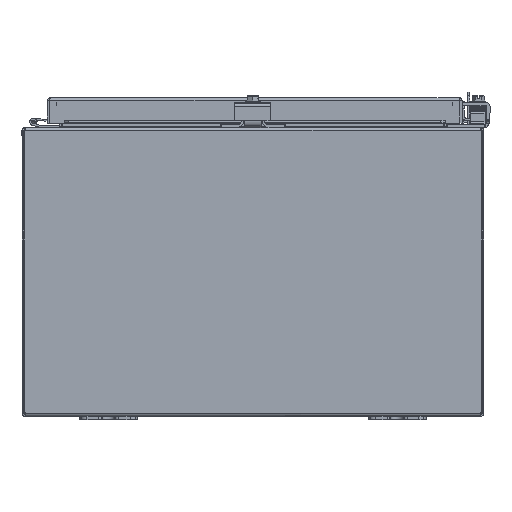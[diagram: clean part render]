
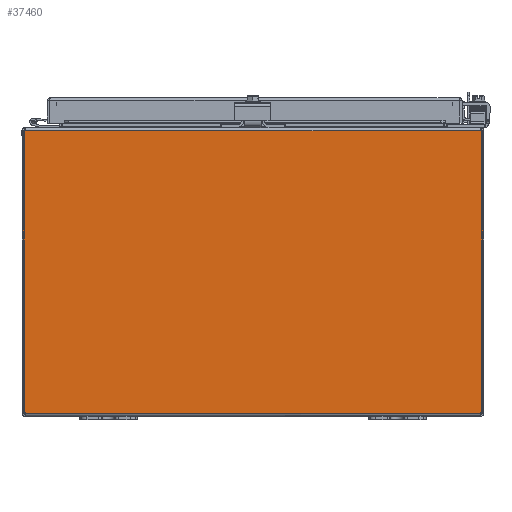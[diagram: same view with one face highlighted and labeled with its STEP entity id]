
A CAD part, front view. The second image highlights one B-rep face of the part: STEP entity #37460.
In plain terms, the highlighted planar face has unit normal (0, -1, 0).
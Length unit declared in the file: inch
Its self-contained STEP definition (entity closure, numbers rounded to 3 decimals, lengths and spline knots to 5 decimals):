
#26 = CIRCLE ( 'NONE', #23277, 0.07 ) ;
#617 = CARTESIAN_POINT ( 'NONE',  ( -7.963, -10., 0.10525 ) ) ;
#1271 = LINE ( 'NONE', #20843, #9975 ) ;
#2194 = DIRECTION ( 'NONE',  ( -1., 0., 0. ) ) ;
#2534 = EDGE_CURVE ( 'NONE', #34971, #26635, #10817, .T. ) ;
#3039 = VECTOR ( 'NONE', #15121, 39.37008 ) ;
#3394 = CARTESIAN_POINT ( 'NONE',  ( 7.963, -10., 9.89475 ) ) ;
#4041 = LINE ( 'NONE', #19846, #34481 ) ;
#4824 = VERTEX_POINT ( 'NONE', #18986 ) ;
#4873 = VERTEX_POINT ( 'NONE', #3394 ) ;
#5143 = DIRECTION ( 'NONE',  ( -1., 0., 0. ) ) ;
#5226 = CARTESIAN_POINT ( 'NONE',  ( 3.9815, -10., 9.89475 ) ) ;
#5521 = ORIENTED_EDGE ( 'NONE', *, *, #34142, .T. ) ;
#6052 = EDGE_CURVE ( 'NONE', #4873, #4824, #1271, .T. ) ;
#6498 = DIRECTION ( 'NONE',  ( 1., 0., 0. ) ) ;
#7769 = LINE ( 'NONE', #5226, #30344 ) ;
#8339 = EDGE_CURVE ( 'NONE', #4824, #23222, #7769, .T. ) ;
#8721 = EDGE_CURVE ( 'NONE', #34971, #38218, #28010, .T. ) ;
#9973 = CARTESIAN_POINT ( 'NONE',  ( 7.93789, -10., 0.06211 ) ) ;
#9975 = VECTOR ( 'NONE', #20939, 39.37008 ) ;
#10817 = LINE ( 'NONE', #617, #3039 ) ;
#11389 = CARTESIAN_POINT ( 'NONE',  ( 7.963, -10., -0.06732 ) ) ;
#12329 = DIRECTION ( 'NONE',  ( 0., 1., 0. ) ) ;
#12461 = ORIENTED_EDGE ( 'NONE', *, *, #28911, .T. ) ;
#12922 = DIRECTION ( 'NONE',  ( 1., 0., 0. ) ) ;
#14192 = ORIENTED_EDGE ( 'NONE', *, *, #8721, .T. ) ;
#14324 = DIRECTION ( 'NONE',  ( 0., 0., -1. ) ) ;
#15121 = DIRECTION ( 'NONE',  ( 0., 0., 1. ) ) ;
#15127 = CARTESIAN_POINT ( 'NONE',  ( -7.963, -10., 9.89475 ) ) ;
#15440 = DIRECTION ( 'NONE',  ( 0., 1., 0. ) ) ;
#16123 = CARTESIAN_POINT ( 'NONE',  ( 7.963, -10., 0.12745 ) ) ;
#16169 = ORIENTED_EDGE ( 'NONE', *, *, #8339, .T. ) ;
#16900 = ORIENTED_EDGE ( 'NONE', *, *, #18798, .F. ) ;
#18376 = CARTESIAN_POINT ( 'NONE',  ( 7.88277, -10., 0.10525 ) ) ;
#18507 = CARTESIAN_POINT ( 'NONE',  ( -7.93789, -10., 0.06211 ) ) ;
#18798 = EDGE_CURVE ( 'NONE', #4873, #25731, #35676, .T. ) ;
#18986 = CARTESIAN_POINT ( 'NONE',  ( 7.91495, -10., 9.89475 ) ) ;
#19846 = CARTESIAN_POINT ( 'NONE',  ( 3.9815, -10., 9.89475 ) ) ;
#20843 = CARTESIAN_POINT ( 'NONE',  ( 3.9815, -10., 9.89475 ) ) ;
#20939 = DIRECTION ( 'NONE',  ( -1., 0., 0. ) ) ;
#21229 = VERTEX_POINT ( 'NONE', #18376 ) ;
#21912 = CARTESIAN_POINT ( 'NONE',  ( -7.963, -10., 0.12745 ) ) ;
#21941 = CARTESIAN_POINT ( 'NONE',  ( -7.88277, -10., 0.10525 ) ) ;
#22001 = AXIS2_PLACEMENT_3D ( 'NONE', #30030, #12329, #33013 ) ;
#23222 = VERTEX_POINT ( 'NONE', #25938 ) ;
#23277 = AXIS2_PLACEMENT_3D ( 'NONE', #9973, #30610, #12922 ) ;
#23861 = ORIENTED_EDGE ( 'NONE', *, *, #6052, .T. ) ;
#24497 = ORIENTED_EDGE ( 'NONE', *, *, #2534, .F. ) ;
#24706 = VECTOR ( 'NONE', #28695, 39.37008 ) ;
#25182 = EDGE_LOOP ( 'NONE', ( #23861, #16169, #5521, #24497, #14192, #12461, #30686, #16900 ) ) ;
#25635 = LINE ( 'NONE', #25686, #24706 ) ;
#25686 = CARTESIAN_POINT ( 'NONE',  ( 0., -10., 0.10525 ) ) ;
#25731 = VERTEX_POINT ( 'NONE', #16123 ) ;
#25938 = CARTESIAN_POINT ( 'NONE',  ( -7.91495, -10., 9.89475 ) ) ;
#26635 = VERTEX_POINT ( 'NONE', #15127 ) ;
#27809 = VECTOR ( 'NONE', #14324, 39.37008 ) ;
#28010 = CIRCLE ( 'NONE', #37927, 0.07 ) ;
#28695 = DIRECTION ( 'NONE',  ( 1., 0., 0. ) ) ;
#28911 = EDGE_CURVE ( 'NONE', #38218, #21229, #25635, .T. ) ;
#30030 = CARTESIAN_POINT ( 'NONE',  ( 0., -10., 5.00948 ) ) ;
#30344 = VECTOR ( 'NONE', #5143, 39.37008 ) ;
#30610 = DIRECTION ( 'NONE',  ( 0., 1., 0. ) ) ;
#30686 = ORIENTED_EDGE ( 'NONE', *, *, #37776, .T. ) ;
#33013 = DIRECTION ( 'NONE',  ( 1., 0., 0. ) ) ;
#33279 = FACE_OUTER_BOUND ( 'NONE', #25182, .T. ) ;
#34142 = EDGE_CURVE ( 'NONE', #23222, #26635, #4041, .T. ) ;
#34481 = VECTOR ( 'NONE', #2194, 39.37008 ) ;
#34971 = VERTEX_POINT ( 'NONE', #21912 ) ;
#35676 = LINE ( 'NONE', #11389, #27809 ) ;
#35872 = PLANE ( 'NONE',  #22001 ) ;
#37460 = ADVANCED_FACE ( 'NONE', ( #33279 ), #35872, .F. ) ;
#37776 = EDGE_CURVE ( 'NONE', #21229, #25731, #26, .T. ) ;
#37927 = AXIS2_PLACEMENT_3D ( 'NONE', #18507, #15440, #6498 ) ;
#38218 = VERTEX_POINT ( 'NONE', #21941 ) ;
